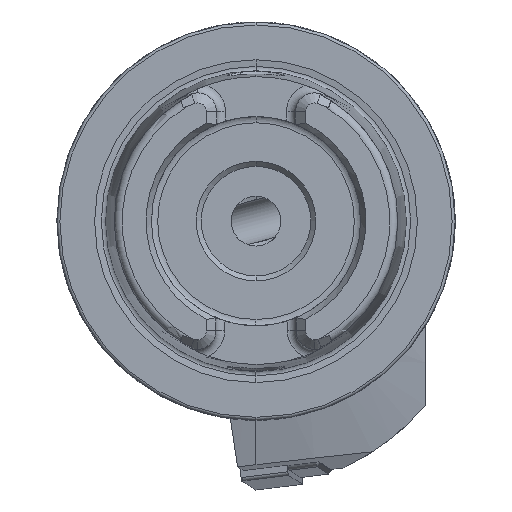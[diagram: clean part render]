
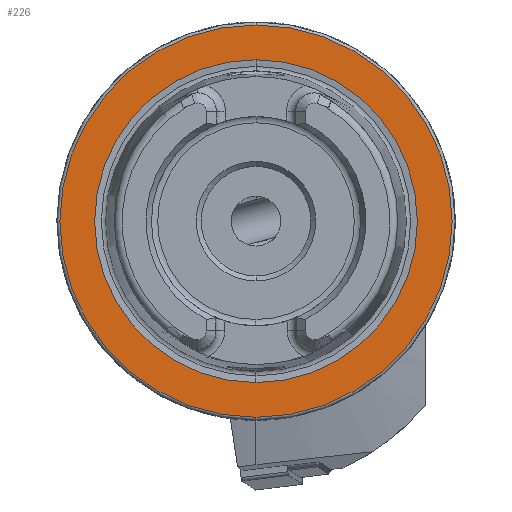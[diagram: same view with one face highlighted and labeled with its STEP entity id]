
A CAD part, left-side view. The second image highlights one B-rep face of the part: STEP entity #226.
In plain terms, the highlighted planar face has unit normal (-1, 0, 0).
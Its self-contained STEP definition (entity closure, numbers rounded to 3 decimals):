
#76 = DIRECTION ( 'NONE',  ( 0., 0., 1. ) ) ;
#131 = EDGE_CURVE ( 'NONE', #13636, #10989, #16599, .T. ) ;
#142 = DIRECTION ( 'NONE',  ( -1., 0., 0. ) ) ;
#226 = ADVANCED_FACE ( 'NONE', ( #19182, #15200 ), #15654, .F. ) ;
#773 = CIRCLE ( 'NONE', #14034, 19.7 ) ;
#800 = AXIS2_PLACEMENT_3D ( 'NONE', #1157, #1098, #11728 ) ;
#1098 = DIRECTION ( 'NONE',  ( -1., 0., 0. ) ) ;
#1132 = VERTEX_POINT ( 'NONE', #12048 ) ;
#1157 = CARTESIAN_POINT ( 'NONE',  ( 0., 0., 0. ) ) ;
#1362 = ORIENTED_EDGE ( 'NONE', *, *, #131, .F. ) ;
#1385 = DIRECTION ( 'NONE',  ( -1., 0., 0. ) ) ;
#2921 = CARTESIAN_POINT ( 'NONE',  ( 0., 0., 0. ) ) ;
#3156 = CIRCLE ( 'NONE', #16847, 19.7 ) ;
#3450 = DIRECTION ( 'NONE',  ( 1., 0., 0. ) ) ;
#5173 = CARTESIAN_POINT ( 'NONE',  ( 0., 19.7, 0. ) ) ;
#5373 = AXIS2_PLACEMENT_3D ( 'NONE', #5173, #3450, #16968 ) ;
#6781 = CARTESIAN_POINT ( 'NONE',  ( 0., 0., 16.207 ) ) ;
#7501 = CARTESIAN_POINT ( 'NONE',  ( 0., 0., 0. ) ) ;
#8047 = EDGE_LOOP ( 'NONE', ( #17924, #12214 ) ) ;
#8287 = EDGE_CURVE ( 'NONE', #10989, #13636, #14811, .T. ) ;
#8831 = DIRECTION ( 'NONE',  ( 0., 0., 1. ) ) ;
#10431 = EDGE_CURVE ( 'NONE', #18237, #1132, #773, .T. ) ;
#10543 = DIRECTION ( 'NONE',  ( -1., 0., 0. ) ) ;
#10860 = AXIS2_PLACEMENT_3D ( 'NONE', #7501, #10543, #16697 ) ;
#10989 = VERTEX_POINT ( 'NONE', #18853 ) ;
#11346 = ORIENTED_EDGE ( 'NONE', *, *, #8287, .F. ) ;
#11728 = DIRECTION ( 'NONE',  ( 0., 0., 1. ) ) ;
#12048 = CARTESIAN_POINT ( 'NONE',  ( 0., 0., -19.7 ) ) ;
#12214 = ORIENTED_EDGE ( 'NONE', *, *, #17981, .T. ) ;
#13636 = VERTEX_POINT ( 'NONE', #6781 ) ;
#14034 = AXIS2_PLACEMENT_3D ( 'NONE', #15091, #142, #76 ) ;
#14811 = CIRCLE ( 'NONE', #800, 16.207 ) ;
#15091 = CARTESIAN_POINT ( 'NONE',  ( 0., 0., 0. ) ) ;
#15200 = FACE_OUTER_BOUND ( 'NONE', #8047, .T. ) ;
#15654 = PLANE ( 'NONE',  #5373 ) ;
#16187 = CARTESIAN_POINT ( 'NONE',  ( 0., 0., 19.7 ) ) ;
#16466 = EDGE_LOOP ( 'NONE', ( #1362, #11346 ) ) ;
#16599 = CIRCLE ( 'NONE', #10860, 16.207 ) ;
#16697 = DIRECTION ( 'NONE',  ( 0., 0., 1. ) ) ;
#16847 = AXIS2_PLACEMENT_3D ( 'NONE', #2921, #1385, #8831 ) ;
#16968 = DIRECTION ( 'NONE',  ( 0., 0., -1. ) ) ;
#17924 = ORIENTED_EDGE ( 'NONE', *, *, #10431, .T. ) ;
#17981 = EDGE_CURVE ( 'NONE', #1132, #18237, #3156, .T. ) ;
#18237 = VERTEX_POINT ( 'NONE', #16187 ) ;
#18853 = CARTESIAN_POINT ( 'NONE',  ( 0., 0., -16.207 ) ) ;
#19182 = FACE_BOUND ( 'NONE', #16466, .T. ) ;
